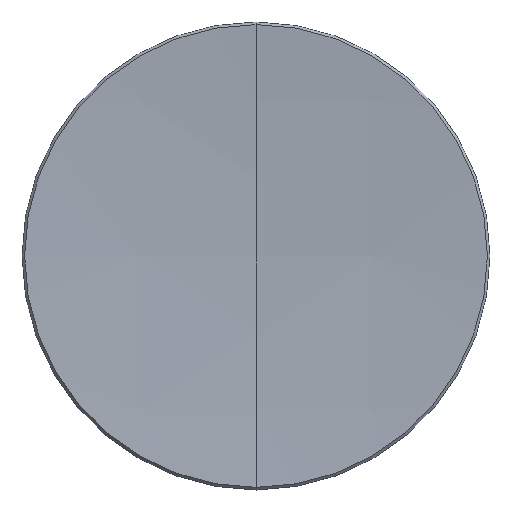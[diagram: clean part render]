
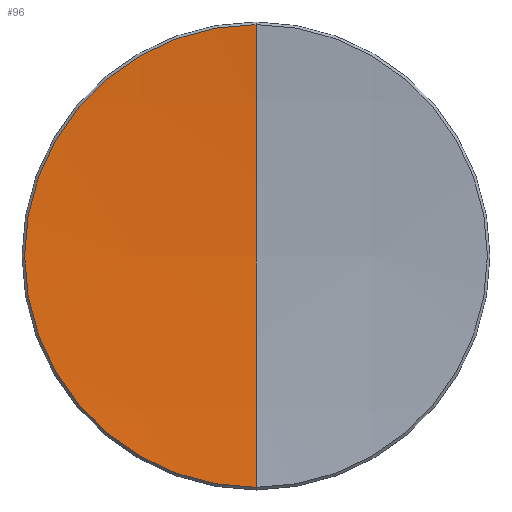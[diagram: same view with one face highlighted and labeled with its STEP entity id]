
A CAD part, top view. The second image highlights one B-rep face of the part: STEP entity #96.
In plain terms, the highlighted spherical face has radius 149.8 mm.
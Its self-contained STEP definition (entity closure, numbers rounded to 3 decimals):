
#17 = VERTEX_POINT ( 'NONE', #111 ) ;
#25 = VERTEX_POINT ( 'NONE', #187 ) ;
#57 = EDGE_CURVE ( 'NONE', #25, #17, #220, .T. ) ;
#59 = ORIENTED_EDGE ( 'NONE', *, *, #88, .F. ) ;
#60 = ORIENTED_EDGE ( 'NONE', *, *, #57, .F. ) ;
#76 = EDGE_CURVE ( 'NONE', #25, #77, #289, .T. ) ;
#77 = VERTEX_POINT ( 'NONE', #303 ) ;
#87 = ORIENTED_EDGE ( 'NONE', *, *, #76, .T. ) ;
#88 = EDGE_CURVE ( 'NONE', #17, #77, #409, .T. ) ;
#92 = EDGE_LOOP ( 'NONE', ( #60, #87, #59 ) ) ;
#96 = ADVANCED_FACE ( 'NONE', ( #425 ), #413, .F. ) ;
#111 = CARTESIAN_POINT ( 'NONE',  ( 0., 12.559, 2.127 ) ) ;
#187 = CARTESIAN_POINT ( 'NONE',  ( 0., -12.559, 2.127 ) ) ;
#216 = DIRECTION ( 'NONE',  ( 0., 1., 0. ) ) ;
#217 = DIRECTION ( 'NONE',  ( 0., 0., -1. ) ) ;
#218 = CARTESIAN_POINT ( 'NONE',  ( 0., 0., 2.127 ) ) ;
#219 = AXIS2_PLACEMENT_3D ( 'NONE', #218, #217, #216 ) ;
#220 = CIRCLE ( 'NONE', #219, 12.559 ) ;
#289 = CIRCLE ( 'NONE', #307, 149.8 ) ;
#303 = CARTESIAN_POINT ( 'NONE',  ( 0., 0., 1.6 ) ) ;
#304 = DIRECTION ( 'NONE',  ( 0., 1., 0. ) ) ;
#305 = DIRECTION ( 'NONE',  ( 1., 0., 0. ) ) ;
#306 = CARTESIAN_POINT ( 'NONE',  ( 0., 0., 151.4 ) ) ;
#307 = AXIS2_PLACEMENT_3D ( 'NONE', #306, #305, #304 ) ;
#335 = DIRECTION ( 'NONE',  ( 0., 0., 1. ) ) ;
#378 = DIRECTION ( 'NONE',  ( 0., 1., 0. ) ) ;
#379 = DIRECTION ( 'NONE',  ( 1., 0., 0. ) ) ;
#380 = AXIS2_PLACEMENT_3D ( 'NONE', #412, #379, #378 ) ;
#381 = AXIS2_PLACEMENT_3D ( 'NONE', #415, #414, #335 ) ;
#409 = CIRCLE ( 'NONE', #381, 149.8 ) ;
#412 = CARTESIAN_POINT ( 'NONE',  ( 0., 0., 151.4 ) ) ;
#413 = SPHERICAL_SURFACE ( 'NONE', #380, 149.8 ) ;
#414 = DIRECTION ( 'NONE',  ( -1., 0., 0. ) ) ;
#415 = CARTESIAN_POINT ( 'NONE',  ( 0., 0., 151.4 ) ) ;
#425 = FACE_OUTER_BOUND ( 'NONE', #92, .T. ) ;
